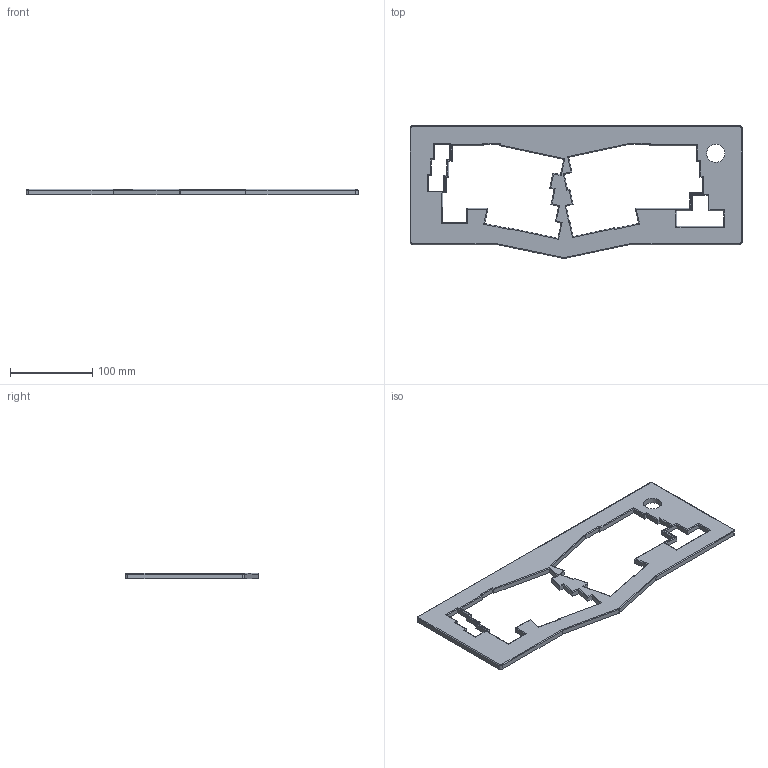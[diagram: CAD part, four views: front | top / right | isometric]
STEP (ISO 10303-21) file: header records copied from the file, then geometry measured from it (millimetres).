
FILE_DESCRIPTION(/* description */ (''),/* implementation_level */ '2;1');
FILE_NAME(/* name */ 'Case (Top).step',/* time_stamp */ '2025-07-22T15:39:38-07:00',/* author */ (''),/* organization */ (''),/* preprocessor_version */ 'ST-DEVELOPER v20.1',/* originating_system */ 'Autodesk Translation Framework v14.10.0.0',/* authorisation */ '');
FILE_SCHEMA (('AUTOMOTIVE_DESIGN { 1 0 10303 214 3 1 1 }'));
Length unit declared in the file: millimetre
Products named in the file (1): correct plate aliceboard
Bounding box: 403 x 161.41 x 6.6 mm (x, y, z)
Volume: 201225.7 mm3; surface area: 78069.1 mm2
Topology: 1 solids, 1 shells, 362 faces, 946 edges, 601 vertices
Faces by surface type: cylinder 239, plane 102, bspline 14, torus 7
Full cylindrical faces by diameter (mm): 2.529 x44, 3.086 x7, 22 x1
Entity records: 20009 total; most frequent: CARTESIAN_POINT 11613, ORIENTED_EDGE 1892, DIRECTION 1500, EDGE_CURVE 946, VERTEX_POINT 601, AXIS2_PLACEMENT_3D 513, LINE 474, VECTOR 474
